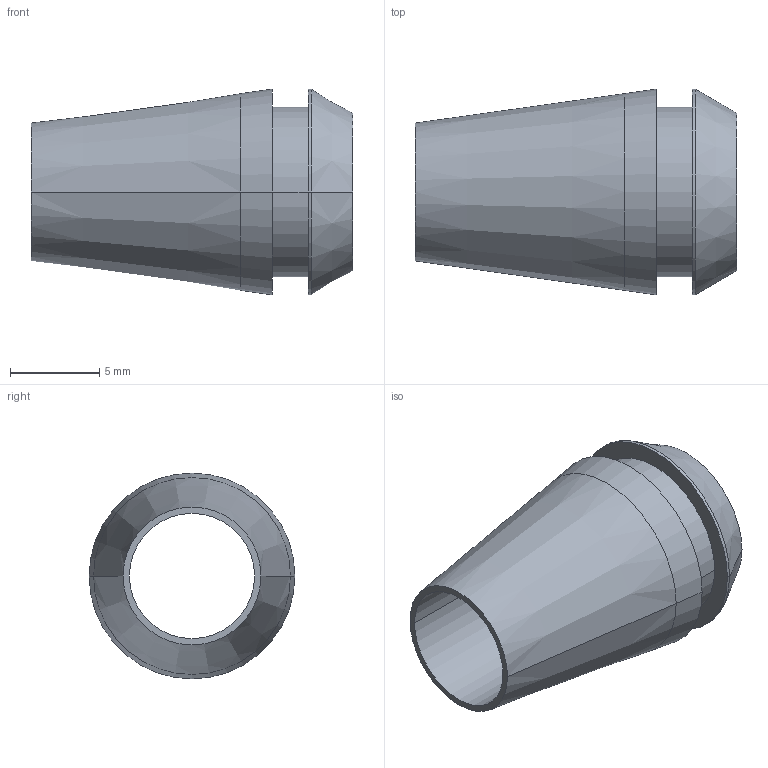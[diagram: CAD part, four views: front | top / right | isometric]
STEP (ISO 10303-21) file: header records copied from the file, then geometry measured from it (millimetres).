
FILE_DESCRIPTION((''),'2;1');
FILE_NAME('84585070','2019-12-04T08:04:41',('thiemer'),(''),'CREO PARAMETRIC BY PTC INC, 2018400','CREO PARAMETRIC BY PTC INC, 2018400','');
FILE_SCHEMA(('AUTOMOTIVE_DESIGN { 1 0 10303 214 1 1 1 1 }'));
Length unit declared in the file: millimetre
Products named in the file (1): 84585070
Bounding box: 18 x 11.51 x 11.51 mm (x, y, z)
Volume: 648.3 mm3; surface area: 1055.9 mm2
Topology: 1 solids, 1 shells, 16 faces, 32 edges, 20 vertices
Faces by surface type: cone 6, cylinder 6, plane 4
Entity records: 977 total; most frequent: DIRECTION 117, CARTESIAN_POINT 92, ORIENTED_EDGE 64, PRESENTATION_STYLE_ASSIGNMENT 54, STYLED_ITEM 54, CURVE_STYLE 53, AXIS2_PLACEMENT_3D 47, PROPERTY_DEFINITION 46
